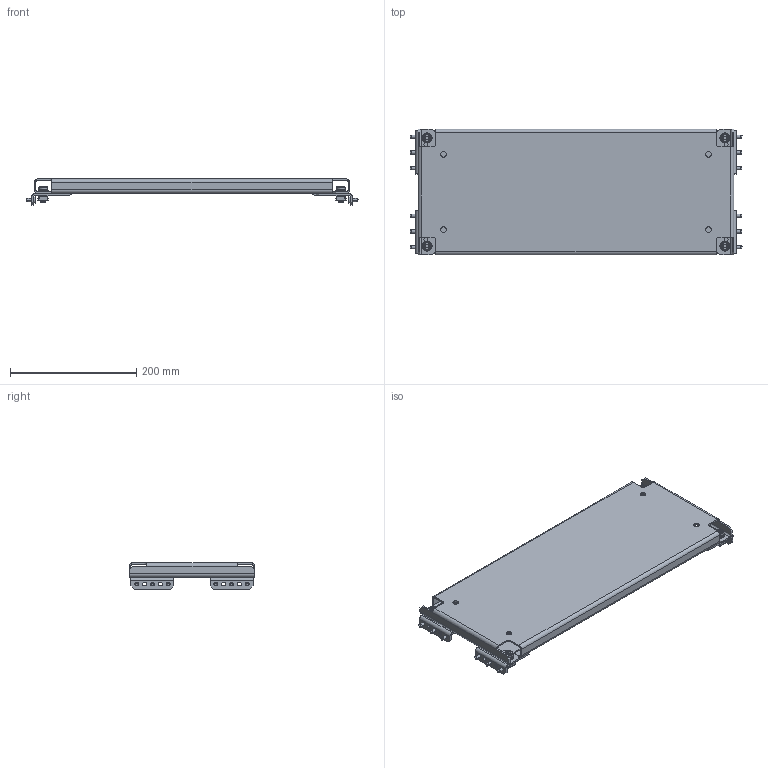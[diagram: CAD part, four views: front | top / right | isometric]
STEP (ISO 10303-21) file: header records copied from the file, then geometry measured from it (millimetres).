
FILE_DESCRIPTION (( 'STEP AP203' ), '1' );
FILE_NAME ('UR01505205002 Ïàíåëü ìîíòàæíàÿ ñåêöèîííàÿ 200õ300 RS52 00.60 (000.801.464).STEP', '2022-04-13T06:31:12', ( '' ), ( '' ), 'SwSTEP 2.0', 'SolidWorks 2017', '' );
FILE_SCHEMA (( 'CONFIG_CONTROL_DESIGN' ));
Length unit declared in the file: millimetre
Products named in the file (10): Âèíò DIN 7500 C TORX_Œ5å12; 嵑殧趌11371_8; Ãàéêà êëåòåâàÿ_Œ8-5‚; 嵑殧趌6402_8; Ãàéêà êâàäðàòíàÿ_Œ8-5€; 029-387 Êðîíøòåéí ÌÏ ñåêöèîííîé; UR01505205002 Ïàíåëü ìîíòàæíàÿ ñåêöèîííàÿ 200õ300 RS52 00.60 (000.801.464); 010-386 Ïàíåëü ìîíòàæíàÿ ñåêöèîííàÿ RS52 00.60_00 (200); Êëåòêà ãàéêè_Œ8-5‚; Âèíò DIN 7984 TORX_Œ8å20
Assembly tree (35 placements, depth 3):
  UR01505205002 Ïàíåëü ìîíòàæíàÿ ñåêöèîííàÿ 200õ300 RS52 00.60 (000.801.464)
    010-386 Ïàíåëü ìîíòàæíàÿ ñåêöèîííàÿ RS52 00.60_00 (200)
    029-387 Êðîíøòåéí ÌÏ ñåêöèîííîé  x4
    Âèíò DIN 7500 C TORX_Œ5å12  x12
    Ãàéêà êëåòåâàÿ_Œ8-5‚  x4
      Êëåòêà ãàéêè_Œ8-5‚
      Ãàéêà êâàäðàòíàÿ_Œ8-5€
    嵑殧趌11371_8  x4
    嵑殧趌6402_8  x4
    Âèíò DIN 7984 TORX_Œ8å20  x4
Bounding box: 525 x 199 x 41.5 mm (x, y, z)
Volume: 416687.8 mm3; surface area: 343952.2 mm2
Topology: 37 solids, 37 shells, 1474 faces, 3652 edges, 2272 vertices
Faces by surface type: plane 846, cylinder 500, cone 56, bspline 32, sphere 24, torus 16
Entity records: 13232 total; most frequent: CARTESIAN_POINT 2360, DIRECTION 1941, ORIENTED_EDGE 1840, EDGE_CURVE 920, AXIS2_PLACEMENT_3D 657, LINE 627, VECTOR 627, VERTEX_POINT 558
